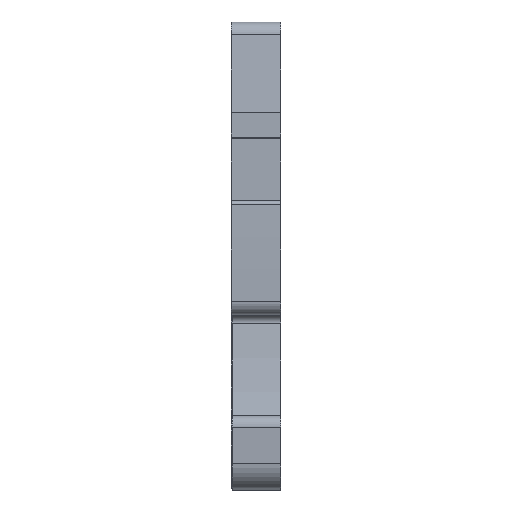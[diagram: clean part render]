
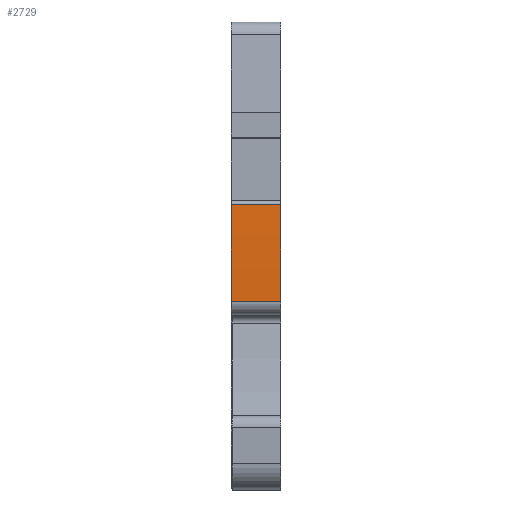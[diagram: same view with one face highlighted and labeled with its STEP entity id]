
A CAD part, front view. The second image highlights one B-rep face of the part: STEP entity #2729.
In plain terms, the highlighted cylindrical face has radius 122.182 mm (diameter 244.364 mm), a partial arc.
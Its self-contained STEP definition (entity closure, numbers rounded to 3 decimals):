
#329=AXIS2_PLACEMENT_3D('Circle Axis2P3D',#327,#328,$) ;
#2709=AXIS2_PLACEMENT_3D('Cylinder Axis2P3D',#2706,#2707,#2708) ;
#2713=AXIS2_PLACEMENT_3D('Circle Axis2P3D',#2711,#2712,$) ;
#324=CARTESIAN_POINT('Vertex',(3.5,1.518,20.35)) ;
#327=CARTESIAN_POINT('Axis2P3D Location',(3.5,123.656,17.05)) ;
#331=CARTESIAN_POINT('Vertex',(3.5,1.528,13.42)) ;
#2691=CARTESIAN_POINT('Vertex',(0.,1.518,20.35)) ;
#2694=CARTESIAN_POINT('Line Origine',(1.75,1.518,20.35)) ;
#2706=CARTESIAN_POINT('Axis2P3D Location',(1.75,123.656,17.05)) ;
#2711=CARTESIAN_POINT('Axis2P3D Location',(0.,123.656,17.05)) ;
#2715=CARTESIAN_POINT('Vertex',(0.,1.528,13.42)) ;
#2718=CARTESIAN_POINT('Line Origine',(1.75,1.528,13.42)) ;
#328=DIRECTION('Axis2P3D Direction',(1.,0.,0.)) ;
#2695=DIRECTION('Vector Direction',(-1.,0.,0.)) ;
#2707=DIRECTION('Axis2P3D Direction',(1.,0.,0.)) ;
#2708=DIRECTION('Axis2P3D XDirection',(0.,-0.992,0.126)) ;
#2712=DIRECTION('Axis2P3D Direction',(1.,0.,0.)) ;
#2719=DIRECTION('Vector Direction',(1.,0.,0.)) ;
#2696=VECTOR('Line Direction',#2695,1.) ;
#2720=VECTOR('Line Direction',#2719,1.) ;
#2724=ORIENTED_EDGE('',*,*,#2717,.T.) ;
#2725=ORIENTED_EDGE('',*,*,#2722,.F.) ;
#2726=ORIENTED_EDGE('',*,*,#333,.F.) ;
#2727=ORIENTED_EDGE('',*,*,#2698,.T.) ;
#2729=ADVANCED_FACE('V1',(#2728),#2710,.T.) ;
#330=CIRCLE('generated circle',#329,122.182) ;
#2714=CIRCLE('generated circle',#2713,122.182) ;
#2710=CYLINDRICAL_SURFACE('generated cylinder',#2709,122.182) ;
#333=EDGE_CURVE('',#325,#332,#330,.T.) ;
#2698=EDGE_CURVE('',#325,#2692,#2697,.T.) ;
#2717=EDGE_CURVE('',#2692,#2716,#2714,.T.) ;
#2722=EDGE_CURVE('',#332,#2716,#2721,.F.) ;
#2723=EDGE_LOOP('',(#2724,#2725,#2726,#2727)) ;
#2728=FACE_OUTER_BOUND('',#2723,.T.) ;
#2697=LINE('Line',#2694,#2696) ;
#2721=LINE('Line',#2718,#2720) ;
#325=VERTEX_POINT('',#324) ;
#332=VERTEX_POINT('',#331) ;
#2692=VERTEX_POINT('',#2691) ;
#2716=VERTEX_POINT('',#2715) ;
